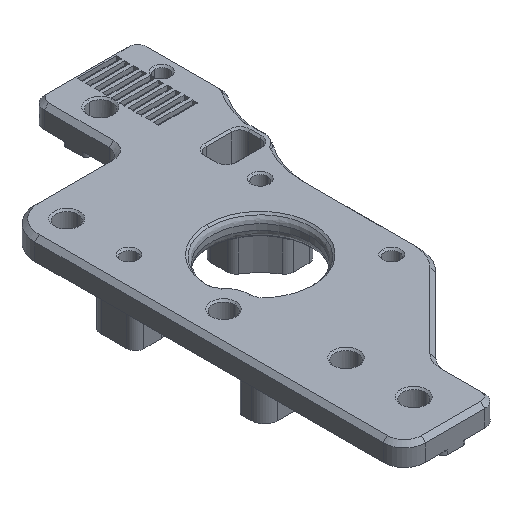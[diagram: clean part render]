
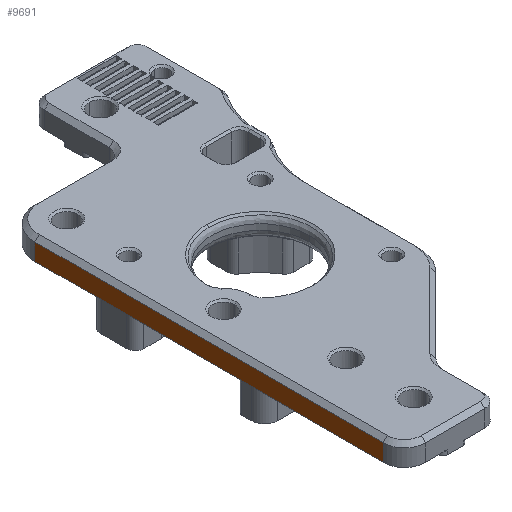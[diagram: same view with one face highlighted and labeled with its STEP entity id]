
A CAD part, isometric view. The second image highlights one B-rep face of the part: STEP entity #9691.
In plain terms, the highlighted planar face has unit normal (-1, 0, 0).
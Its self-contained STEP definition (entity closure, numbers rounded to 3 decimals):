
#361 = VERTEX_POINT ( 'NONE', #6534 ) ;
#382 = DIRECTION ( 'NONE',  ( 0., 1., 0. ) ) ;
#470 = ORIENTED_EDGE ( 'NONE', *, *, #15246, .F. ) ;
#905 = DIRECTION ( 'NONE',  ( 0., -1., 0. ) ) ;
#1053 = CARTESIAN_POINT ( 'NONE',  ( -20.5, 14.151, -23.306 ) ) ;
#2309 = FACE_OUTER_BOUND ( 'NONE', #13673, .T. ) ;
#2593 = LINE ( 'NONE', #1053, #8222 ) ;
#3168 = CARTESIAN_POINT ( 'NONE',  ( -20.5, 14.151, -23.306 ) ) ;
#3473 = PLANE ( 'NONE',  #4592 ) ;
#3603 = CARTESIAN_POINT ( 'NONE',  ( -20.5, -68.023, -23.306 ) ) ;
#3646 = LINE ( 'NONE', #4000, #15698 ) ;
#3704 = VECTOR ( 'NONE', #9579, 1000. ) ;
#3756 = ORIENTED_EDGE ( 'NONE', *, *, #13879, .F. ) ;
#3840 = VERTEX_POINT ( 'NONE', #3603 ) ;
#4000 = CARTESIAN_POINT ( 'NONE',  ( -20.5, -0.947, -19.306 ) ) ;
#4592 = AXIS2_PLACEMENT_3D ( 'NONE', #12124, #12294, #5965 ) ;
#4730 = LINE ( 'NONE', #12129, #12704 ) ;
#5965 = DIRECTION ( 'NONE',  ( 0., 0., -1. ) ) ;
#6534 = CARTESIAN_POINT ( 'NONE',  ( -20.5, -68.023, -19.306 ) ) ;
#8222 = VECTOR ( 'NONE', #905, 1000. ) ;
#9182 = ORIENTED_EDGE ( 'NONE', *, *, #11974, .T. ) ;
#9579 = DIRECTION ( 'NONE',  ( 0., 0., -1. ) ) ;
#9691 = ADVANCED_FACE ( 'NONE', ( #2309 ), #3473, .F. ) ;
#9929 = EDGE_CURVE ( 'NONE', #361, #12929, #3646, .T. ) ;
#11263 = VERTEX_POINT ( 'NONE', #3168 ) ;
#11974 = EDGE_CURVE ( 'NONE', #11263, #3840, #2593, .T. ) ;
#12020 = CARTESIAN_POINT ( 'NONE',  ( -20.5, -68.023, -24.942 ) ) ;
#12124 = CARTESIAN_POINT ( 'NONE',  ( -20.5, 14.151, -16.706 ) ) ;
#12129 = CARTESIAN_POINT ( 'NONE',  ( -20.5, 14.151, -16.706 ) ) ;
#12236 = LINE ( 'NONE', #12020, #3704 ) ;
#12247 = DIRECTION ( 'NONE',  ( 0., 0., 1. ) ) ;
#12294 = DIRECTION ( 'NONE',  ( 1., 0., 0. ) ) ;
#12704 = VECTOR ( 'NONE', #12247, 1000. ) ;
#12929 = VERTEX_POINT ( 'NONE', #13151 ) ;
#13092 = ORIENTED_EDGE ( 'NONE', *, *, #9929, .T. ) ;
#13151 = CARTESIAN_POINT ( 'NONE',  ( -20.5, 14.151, -19.306 ) ) ;
#13673 = EDGE_LOOP ( 'NONE', ( #3756, #9182, #470, #13092 ) ) ;
#13879 = EDGE_CURVE ( 'NONE', #11263, #12929, #4730, .T. ) ;
#15246 = EDGE_CURVE ( 'NONE', #361, #3840, #12236, .T. ) ;
#15698 = VECTOR ( 'NONE', #382, 1000. ) ;
